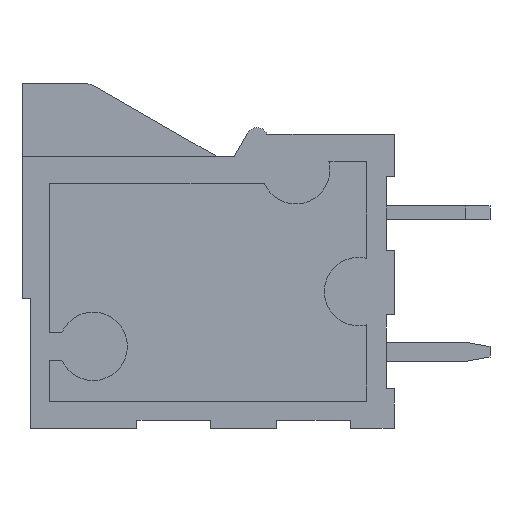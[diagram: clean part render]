
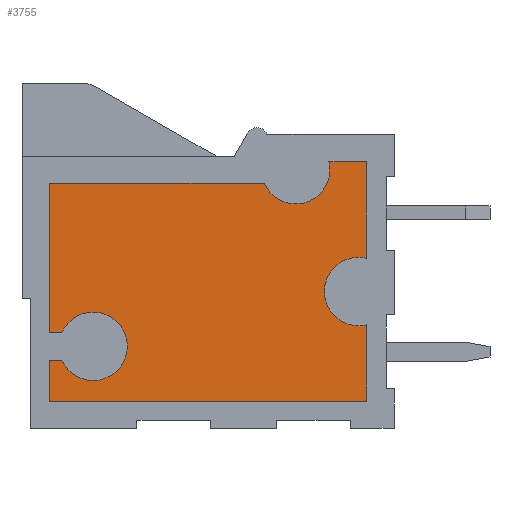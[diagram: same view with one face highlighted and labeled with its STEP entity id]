
A CAD part, left-side view. The second image highlights one B-rep face of the part: STEP entity #3755.
In plain terms, the highlighted planar face has unit normal (-1, 0, 0).
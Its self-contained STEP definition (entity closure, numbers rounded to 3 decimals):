
#2353 = EDGE_CURVE('',#2354,#2356,#2358,.T.);
#2354 = VERTEX_POINT('',#2355);
#2355 = CARTESIAN_POINT('',(1.5,12.146,-10.1));
#2356 = VERTEX_POINT('',#2357);
#2357 = CARTESIAN_POINT('',(1.5,11.,-10.85));
#2358 = CIRCLE('',#2359,1.25);
#2359 = AXIS2_PLACEMENT_3D('',#2360,#2361,#2362);
#2360 = CARTESIAN_POINT('',(1.5,11.,-9.6));
#2361 = DIRECTION('',(-1.,0.,0.));
#2362 = DIRECTION('',(0.,0.,1.));
#2396 = EDGE_CURVE('',#2356,#2397,#2399,.T.);
#2397 = VERTEX_POINT('',#2398);
#2398 = CARTESIAN_POINT('',(1.5,11.,-8.35));
#2399 = CIRCLE('',#2400,1.25);
#2400 = AXIS2_PLACEMENT_3D('',#2401,#2402,#2403);
#2401 = CARTESIAN_POINT('',(1.5,11.,-9.6));
#2402 = DIRECTION('',(-1.,0.,0.));
#2403 = DIRECTION('',(0.,0.,1.));
#2428 = EDGE_CURVE('',#2429,#2431,#2433,.T.);
#2429 = VERTEX_POINT('',#2430);
#2430 = CARTESIAN_POINT('',(1.5,1.3,-6.35));
#2431 = VERTEX_POINT('',#2432);
#2432 = CARTESIAN_POINT('',(1.5,1.3,-8.85));
#2433 = CIRCLE('',#2434,1.25);
#2434 = AXIS2_PLACEMENT_3D('',#2435,#2436,#2437);
#2435 = CARTESIAN_POINT('',(1.5,1.3,-7.6));
#2436 = DIRECTION('',(-1.,0.,0.));
#2437 = DIRECTION('',(0.,0.,1.));
#2470 = EDGE_CURVE('',#2471,#2429,#2473,.T.);
#2471 = VERTEX_POINT('',#2472);
#2472 = CARTESIAN_POINT('',(1.5,1.,-6.387));
#2473 = CIRCLE('',#2474,1.25);
#2474 = AXIS2_PLACEMENT_3D('',#2475,#2476,#2477);
#2475 = CARTESIAN_POINT('',(1.5,1.3,-7.6));
#2476 = DIRECTION('',(-1.,0.,0.));
#2477 = DIRECTION('',(0.,0.,1.));
#3483 = EDGE_CURVE('',#2431,#3484,#3486,.T.);
#3484 = VERTEX_POINT('',#3485);
#3485 = CARTESIAN_POINT('',(1.5,1.,-8.813));
#3486 = CIRCLE('',#3487,1.25);
#3487 = AXIS2_PLACEMENT_3D('',#3488,#3489,#3490);
#3488 = CARTESIAN_POINT('',(1.5,1.3,-7.6));
#3489 = DIRECTION('',(-1.,0.,0.));
#3490 = DIRECTION('',(0.,0.,1.));
#3509 = EDGE_CURVE('',#3510,#3484,#3512,.T.);
#3510 = VERTEX_POINT('',#3511);
#3511 = CARTESIAN_POINT('',(1.5,1.,-11.6));
#3512 = LINE('',#3513,#3514);
#3513 = CARTESIAN_POINT('',(1.5,1.,0.));
#3514 = VECTOR('',#3515,1.);
#3515 = DIRECTION('',(0.,0.,1.));
#3533 = EDGE_CURVE('',#3534,#3510,#3536,.T.);
#3534 = VERTEX_POINT('',#3535);
#3535 = CARTESIAN_POINT('',(1.5,12.6,-11.6));
#3536 = LINE('',#3537,#3538);
#3537 = CARTESIAN_POINT('',(1.5,0.,-11.6));
#3538 = VECTOR('',#3539,1.);
#3539 = DIRECTION('',(0.,-1.,0.));
#3557 = EDGE_CURVE('',#3534,#3558,#3560,.T.);
#3558 = VERTEX_POINT('',#3559);
#3559 = CARTESIAN_POINT('',(1.5,12.6,-10.1));
#3560 = LINE('',#3561,#3562);
#3561 = CARTESIAN_POINT('',(1.5,12.6,0.));
#3562 = VECTOR('',#3563,1.);
#3563 = DIRECTION('',(0.,0.,1.));
#3581 = EDGE_CURVE('',#3558,#2354,#3582,.T.);
#3582 = LINE('',#3583,#3584);
#3583 = CARTESIAN_POINT('',(1.5,0.,-10.1));
#3584 = VECTOR('',#3585,1.);
#3585 = DIRECTION('',(0.,-1.,0.));
#3597 = EDGE_CURVE('',#2397,#3598,#3600,.T.);
#3598 = VERTEX_POINT('',#3599);
#3599 = CARTESIAN_POINT('',(1.5,12.146,-9.1));
#3600 = CIRCLE('',#3601,1.25);
#3601 = AXIS2_PLACEMENT_3D('',#3602,#3603,#3604);
#3602 = CARTESIAN_POINT('',(1.5,11.,-9.6));
#3603 = DIRECTION('',(-1.,0.,0.));
#3604 = DIRECTION('',(0.,0.,1.));
#3623 = EDGE_CURVE('',#3624,#3598,#3626,.T.);
#3624 = VERTEX_POINT('',#3625);
#3625 = CARTESIAN_POINT('',(1.5,12.6,-9.1));
#3626 = LINE('',#3627,#3628);
#3627 = CARTESIAN_POINT('',(1.5,0.,-9.1));
#3628 = VECTOR('',#3629,1.);
#3629 = DIRECTION('',(0.,-1.,0.));
#3647 = EDGE_CURVE('',#3624,#3648,#3650,.T.);
#3648 = VERTEX_POINT('',#3649);
#3649 = CARTESIAN_POINT('',(1.5,12.6,-3.65));
#3650 = LINE('',#3651,#3652);
#3651 = CARTESIAN_POINT('',(1.5,12.6,0.));
#3652 = VECTOR('',#3653,1.);
#3653 = DIRECTION('',(0.,0.,1.));
#3671 = EDGE_CURVE('',#3672,#3648,#3674,.T.);
#3672 = VERTEX_POINT('',#3673);
#3673 = CARTESIAN_POINT('',(1.5,4.746,-3.65));
#3674 = LINE('',#3675,#3676);
#3675 = CARTESIAN_POINT('',(1.5,0.,-3.65));
#3676 = VECTOR('',#3677,1.);
#3677 = DIRECTION('',(0.,1.,0.));
#3695 = EDGE_CURVE('',#3672,#3696,#3698,.T.);
#3696 = VERTEX_POINT('',#3697);
#3697 = CARTESIAN_POINT('',(1.5,2.387,-2.85));
#3698 = CIRCLE('',#3699,1.25);
#3699 = AXIS2_PLACEMENT_3D('',#3700,#3701,#3702);
#3700 = CARTESIAN_POINT('',(1.5,3.6,-3.15));
#3701 = DIRECTION('',(-1.,0.,0.));
#3702 = DIRECTION('',(0.,0.,1.));
#3720 = EDGE_CURVE('',#3696,#3721,#3723,.T.);
#3721 = VERTEX_POINT('',#3722);
#3722 = CARTESIAN_POINT('',(1.5,1.,-2.85));
#3723 = LINE('',#3724,#3725);
#3724 = CARTESIAN_POINT('',(1.5,0.,-2.85));
#3725 = VECTOR('',#3726,1.);
#3726 = DIRECTION('',(0.,-1.,0.));
#3744 = EDGE_CURVE('',#2471,#3721,#3745,.T.);
#3745 = LINE('',#3746,#3747);
#3746 = CARTESIAN_POINT('',(1.5,1.,0.));
#3747 = VECTOR('',#3748,1.);
#3748 = DIRECTION('',(0.,0.,1.));
#3755 = ADVANCED_FACE('',(#3756),#3774,.T.);
#3756 = FACE_BOUND('',#3757,.T.);
#3757 = EDGE_LOOP('',(#3758,#3759,#3760,#3761,#3762,#3763,#3764,#3765,
    #3766,#3767,#3768,#3769,#3770,#3771,#3772,#3773));
#3758 = ORIENTED_EDGE('',*,*,#2470,.F.);
#3759 = ORIENTED_EDGE('',*,*,#3744,.T.);
#3760 = ORIENTED_EDGE('',*,*,#3720,.F.);
#3761 = ORIENTED_EDGE('',*,*,#3695,.F.);
#3762 = ORIENTED_EDGE('',*,*,#3671,.T.);
#3763 = ORIENTED_EDGE('',*,*,#3647,.F.);
#3764 = ORIENTED_EDGE('',*,*,#3623,.T.);
#3765 = ORIENTED_EDGE('',*,*,#3597,.F.);
#3766 = ORIENTED_EDGE('',*,*,#2396,.F.);
#3767 = ORIENTED_EDGE('',*,*,#2353,.F.);
#3768 = ORIENTED_EDGE('',*,*,#3581,.F.);
#3769 = ORIENTED_EDGE('',*,*,#3557,.F.);
#3770 = ORIENTED_EDGE('',*,*,#3533,.T.);
#3771 = ORIENTED_EDGE('',*,*,#3509,.T.);
#3772 = ORIENTED_EDGE('',*,*,#3483,.F.);
#3773 = ORIENTED_EDGE('',*,*,#2428,.F.);
#3774 = PLANE('',#3775);
#3775 = AXIS2_PLACEMENT_3D('',#3776,#3777,#3778);
#3776 = CARTESIAN_POINT('',(1.5,0.,0.));
#3777 = DIRECTION('',(-1.,0.,0.));
#3778 = DIRECTION('',(0.,0.,1.));
